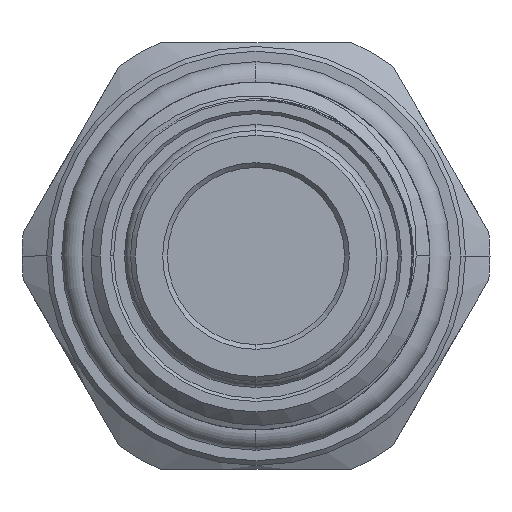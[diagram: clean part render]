
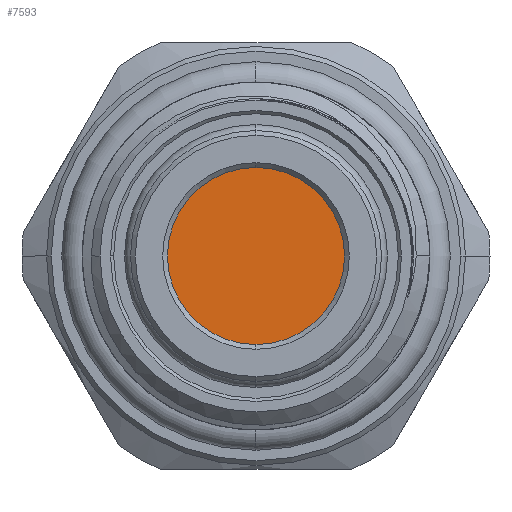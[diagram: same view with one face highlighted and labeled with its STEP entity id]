
A CAD part, left-side view. The second image highlights one B-rep face of the part: STEP entity #7593.
In plain terms, the highlighted planar face has unit normal (-1, 0, 0).
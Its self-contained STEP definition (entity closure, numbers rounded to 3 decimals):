
#2631 = CIRCLE ( 'NONE', #6271, 5.6 ) ;
#5158 = CARTESIAN_POINT ( 'NONE',  ( -21., 0., 0. ) ) ;
#6271 = AXIS2_PLACEMENT_3D ( 'NONE', #21571, #24319, #7721 ) ;
#7593 = ADVANCED_FACE ( 'NONE', ( #14130 ), #30025, .F. ) ;
#7721 = DIRECTION ( 'NONE',  ( 0., 0., -1. ) ) ;
#10413 = EDGE_CURVE ( 'NONE', #21758, #23816, #19603, .T. ) ;
#10548 = ORIENTED_EDGE ( 'NONE', *, *, #17891, .F. ) ;
#14130 = FACE_OUTER_BOUND ( 'NONE', #28142, .T. ) ;
#14735 = CARTESIAN_POINT ( 'NONE',  ( -21., 0., -5.6 ) ) ;
#16329 = DIRECTION ( 'NONE',  ( 1., 0., 0. ) ) ;
#17456 = AXIS2_PLACEMENT_3D ( 'NONE', #22072, #24345, #32933 ) ;
#17891 = EDGE_CURVE ( 'NONE', #23816, #21758, #2631, .T. ) ;
#19603 = CIRCLE ( 'NONE', #17456, 5.6 ) ;
#21571 = CARTESIAN_POINT ( 'NONE',  ( -21., 0., 0. ) ) ;
#21758 = VERTEX_POINT ( 'NONE', #26390 ) ;
#22072 = CARTESIAN_POINT ( 'NONE',  ( -21., 0., 0. ) ) ;
#23816 = VERTEX_POINT ( 'NONE', #14735 ) ;
#24319 = DIRECTION ( 'NONE',  ( 1., 0., 0. ) ) ;
#24345 = DIRECTION ( 'NONE',  ( 1., 0., 0. ) ) ;
#24572 = DIRECTION ( 'NONE',  ( 0., 0., -1. ) ) ;
#26390 = CARTESIAN_POINT ( 'NONE',  ( -21., 0., 5.6 ) ) ;
#28142 = EDGE_LOOP ( 'NONE', ( #34754, #10548 ) ) ;
#30025 = PLANE ( 'NONE',  #32006 ) ;
#32006 = AXIS2_PLACEMENT_3D ( 'NONE', #5158, #16329, #24572 ) ;
#32933 = DIRECTION ( 'NONE',  ( 0., 0., -1. ) ) ;
#34754 = ORIENTED_EDGE ( 'NONE', *, *, #10413, .F. ) ;
